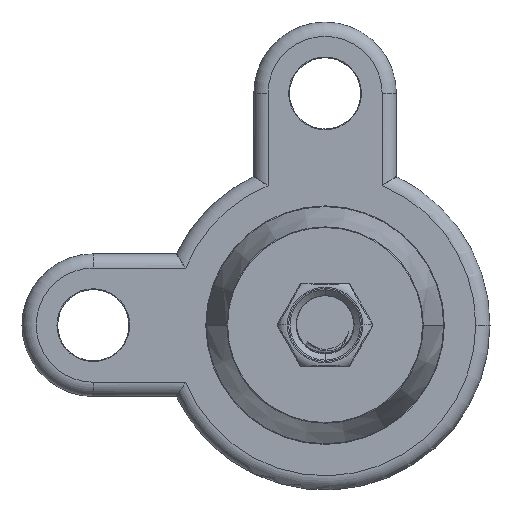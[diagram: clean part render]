
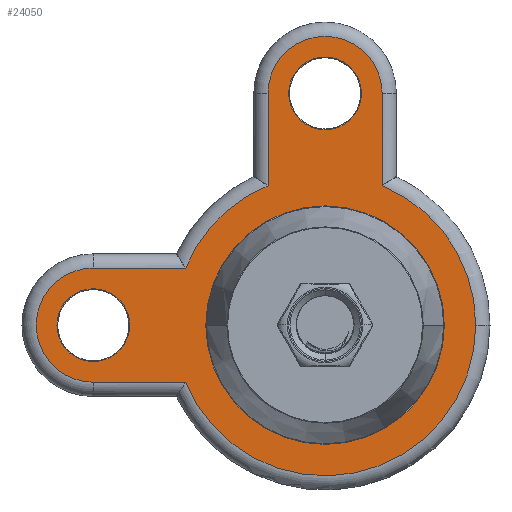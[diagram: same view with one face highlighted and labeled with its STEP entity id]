
A CAD part, top view. The second image highlights one B-rep face of the part: STEP entity #24050.
In plain terms, the highlighted planar face has unit normal (0, 0, 1).
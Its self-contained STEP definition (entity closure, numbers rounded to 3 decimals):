
#2160 = CARTESIAN_POINT ( 'NONE',  ( -75.2, 0., 11. ) ) ;
#8682 = DIRECTION ( 'NONE',  ( 1., 0., 0. ) ) ;
#8683 = DIRECTION ( 'NONE',  ( 0., 0., 1. ) ) ;
#8684 = AXIS2_PLACEMENT_3D ( 'NONE', #8687, #8683, #8682 ) ;
#8687 = CARTESIAN_POINT ( 'NONE',  ( 0., 0., 11. ) ) ;
#8695 = CARTESIAN_POINT ( 'NONE',  ( 42.25, 0., 11. ) ) ;
#8719 = CIRCLE ( 'NONE', #8684, 42.25 ) ;
#9052 = CARTESIAN_POINT ( 'NONE',  ( -10.2, 65., 11. ) ) ;
#9105 = DIRECTION ( 'NONE',  ( 1., 0., 0. ) ) ;
#9106 = DIRECTION ( 'NONE',  ( 0., 0., 1. ) ) ;
#9107 = CARTESIAN_POINT ( 'NONE',  ( 0., 0., 11. ) ) ;
#9145 = CIRCLE ( 'NONE', #9151, 42.25 ) ;
#9146 = DIRECTION ( 'NONE',  ( -1., 0., 0. ) ) ;
#9147 = VECTOR ( 'NONE', #9146, 1000. ) ;
#9148 = CARTESIAN_POINT ( 'NONE',  ( -65., 16., 11. ) ) ;
#9149 = LINE ( 'NONE', #9148, #9147 ) ;
#9150 = CARTESIAN_POINT ( 'NONE',  ( 16., 39.103, 11. ) ) ;
#9151 = AXIS2_PLACEMENT_3D ( 'NONE', #9107, #9106, #9105 ) ;
#9158 = DIRECTION ( 'NONE',  ( 1., 0., 0. ) ) ;
#9159 = DIRECTION ( 'NONE',  ( 0., 0., 1. ) ) ;
#9160 = CARTESIAN_POINT ( 'NONE',  ( -65., 0., 11. ) ) ;
#9162 = DIRECTION ( 'NONE',  ( 1., 0., 0. ) ) ;
#9163 = VECTOR ( 'NONE', #9162, 1000. ) ;
#9164 = AXIS2_PLACEMENT_3D ( 'NONE', #9160, #9159, #9158 ) ;
#9165 = CARTESIAN_POINT ( 'NONE',  ( -41.702, -16., 11. ) ) ;
#9166 = LINE ( 'NONE', #9165, #9163 ) ;
#9170 = DIRECTION ( 'NONE',  ( 1., 0., 0. ) ) ;
#9171 = DIRECTION ( 'NONE',  ( 0., 0., -1. ) ) ;
#9184 = CARTESIAN_POINT ( 'NONE',  ( -33.45, 0., 11. ) ) ;
#9193 = CIRCLE ( 'NONE', #9164, 16. ) ;
#9194 = CARTESIAN_POINT ( 'NONE',  ( -16., 65., 11. ) ) ;
#9197 = CARTESIAN_POINT ( 'NONE',  ( -65., 16., 11. ) ) ;
#9225 = AXIS2_PLACEMENT_3D ( 'NONE', #9234, #9171, #9170 ) ;
#9227 = CIRCLE ( 'NONE', #9225, 33.45 ) ;
#9229 = CARTESIAN_POINT ( 'NONE',  ( -54.8, 0., 11. ) ) ;
#9230 = DIRECTION ( 'NONE',  ( 1., 0., 0. ) ) ;
#9231 = DIRECTION ( 'NONE',  ( 0., 0., -1. ) ) ;
#9234 = CARTESIAN_POINT ( 'NONE',  ( 0., 0., 11. ) ) ;
#9235 = AXIS2_PLACEMENT_3D ( 'NONE', #9243, #9231, #9230 ) ;
#9243 = CARTESIAN_POINT ( 'NONE',  ( 0., 65., 11. ) ) ;
#9246 = CIRCLE ( 'NONE', #9235, 10.2 ) ;
#9250 = CARTESIAN_POINT ( 'NONE',  ( 10.2, 65., 11. ) ) ;
#9374 = DIRECTION ( 'NONE',  ( 1., 0., 0. ) ) ;
#9375 = DIRECTION ( 'NONE',  ( 0., 0., -1. ) ) ;
#9404 = AXIS2_PLACEMENT_3D ( 'NONE', #9458, #9375, #9374 ) ;
#9458 = CARTESIAN_POINT ( 'NONE',  ( -65., 0., 11. ) ) ;
#9465 = CARTESIAN_POINT ( 'NONE',  ( -39.103, -16., 11. ) ) ;
#9488 = CIRCLE ( 'NONE', #9404, 10.2 ) ;
#9508 = CARTESIAN_POINT ( 'NONE',  ( 33.45, 0., 11. ) ) ;
#9632 = CARTESIAN_POINT ( 'NONE',  ( -65., 0., 11. ) ) ;
#9698 = DIRECTION ( 'NONE',  ( 1., 0., 0. ) ) ;
#9699 = DIRECTION ( 'NONE',  ( 0., 0., -1. ) ) ;
#9700 = AXIS2_PLACEMENT_3D ( 'NONE', #9632, #9699, #9698 ) ;
#9703 = CIRCLE ( 'NONE', #9700, 10.2 ) ;
#9786 = CIRCLE ( 'NONE', #9891, 42.25 ) ;
#9787 = DIRECTION ( 'NONE',  ( 0., 1., 0. ) ) ;
#9788 = CARTESIAN_POINT ( 'NONE',  ( 16., 65., 11. ) ) ;
#9790 = LINE ( 'NONE', #9788, #9887 ) ;
#9794 = CARTESIAN_POINT ( 'NONE',  ( -16., 41.702, 11. ) ) ;
#9795 = LINE ( 'NONE', #9794, #9895 ) ;
#9796 = CARTESIAN_POINT ( 'NONE',  ( -65., -16., 11. ) ) ;
#9887 = VECTOR ( 'NONE', #9787, 1000. ) ;
#9888 = DIRECTION ( 'NONE',  ( 1., 0., 0. ) ) ;
#9889 = DIRECTION ( 'NONE',  ( 0., 0., 1. ) ) ;
#9890 = CARTESIAN_POINT ( 'NONE',  ( 0., 0., 11. ) ) ;
#9891 = AXIS2_PLACEMENT_3D ( 'NONE', #9890, #9889, #9888 ) ;
#9894 = DIRECTION ( 'NONE',  ( 0., -1., 0. ) ) ;
#9895 = VECTOR ( 'NONE', #9894, 1000. ) ;
#9897 = CARTESIAN_POINT ( 'NONE',  ( 16., 65., 11. ) ) ;
#10014 = CIRCLE ( 'NONE', #10193, 10.2 ) ;
#10033 = DIRECTION ( 'NONE',  ( 1., 0., 0. ) ) ;
#10034 = DIRECTION ( 'NONE',  ( 0., 0., 1. ) ) ;
#10035 = CARTESIAN_POINT ( 'NONE',  ( 0., 65., 11. ) ) ;
#10036 = AXIS2_PLACEMENT_3D ( 'NONE', #10035, #10034, #10033 ) ;
#10108 = DIRECTION ( 'NONE',  ( 1., 0., 0. ) ) ;
#10109 = DIRECTION ( 'NONE',  ( 0., 0., 1. ) ) ;
#10110 = CARTESIAN_POINT ( 'NONE',  ( 0., 65., 11. ) ) ;
#10111 = AXIS2_PLACEMENT_3D ( 'NONE', #10110, #10109, #10108 ) ;
#10119 = CIRCLE ( 'NONE', #10111, 16. ) ;
#10136 = FACE_BOUND ( 'NONE', #23734, .T. ) ;
#10141 = FACE_OUTER_BOUND ( 'NONE', #24200, .T. ) ;
#10142 = PLANE ( 'NONE',  #10036 ) ;
#10146 = FACE_BOUND ( 'NONE', #23732, .T. ) ;
#10152 = FACE_BOUND ( 'NONE', #23744, .T. ) ;
#10162 = CARTESIAN_POINT ( 'NONE',  ( -39.103, 16., 11. ) ) ;
#10190 = DIRECTION ( 'NONE',  ( 1., 0., 0. ) ) ;
#10191 = DIRECTION ( 'NONE',  ( 0., 0., -1. ) ) ;
#10192 = CARTESIAN_POINT ( 'NONE',  ( 0., 65., 11. ) ) ;
#10193 = AXIS2_PLACEMENT_3D ( 'NONE', #10192, #10191, #10190 ) ;
#10416 = DIRECTION ( 'NONE',  ( 1., 0., 0. ) ) ;
#10435 = DIRECTION ( 'NONE',  ( 0., 0., -1. ) ) ;
#10436 = CARTESIAN_POINT ( 'NONE',  ( 0., 0., 11. ) ) ;
#10438 = CARTESIAN_POINT ( 'NONE',  ( -16., 39.103, 11. ) ) ;
#10440 = AXIS2_PLACEMENT_3D ( 'NONE', #10436, #10435, #10416 ) ;
#10441 = CIRCLE ( 'NONE', #10440, 33.45 ) ;
#23306 = VERTEX_POINT ( 'NONE', #2160 ) ;
#23573 = VERTEX_POINT ( 'NONE', #8695 ) ;
#23575 = EDGE_CURVE ( 'NONE', #23859, #23573, #8719, .T. ) ;
#23611 = VERTEX_POINT ( 'NONE', #9052 ) ;
#23724 = VERTEX_POINT ( 'NONE', #9197 ) ;
#23725 = VERTEX_POINT ( 'NONE', #9194 ) ;
#23726 = ORIENTED_EDGE ( 'NONE', *, *, #23735, .T. ) ;
#23731 = ORIENTED_EDGE ( 'NONE', *, *, #24072, .T. ) ;
#23732 = EDGE_LOOP ( 'NONE', ( #23733, #23746 ) ) ;
#23733 = ORIENTED_EDGE ( 'NONE', *, *, #23839, .T. ) ;
#23734 = EDGE_LOOP ( 'NONE', ( #24199, #24204 ) ) ;
#23735 = EDGE_CURVE ( 'NONE', #23724, #23978, #9193, .T. ) ;
#23736 = ORIENTED_EDGE ( 'NONE', *, *, #23737, .T. ) ;
#23737 = EDGE_CURVE ( 'NONE', #23978, #23859, #9166, .T. ) ;
#23740 = ORIENTED_EDGE ( 'NONE', *, *, #23575, .T. ) ;
#23741 = ORIENTED_EDGE ( 'NONE', *, *, #23985, .T. ) ;
#23744 = EDGE_LOOP ( 'NONE', ( #23731, #23753 ) ) ;
#23745 = VERTEX_POINT ( 'NONE', #9150 ) ;
#23746 = ORIENTED_EDGE ( 'NONE', *, *, #24201, .T. ) ;
#23747 = ORIENTED_EDGE ( 'NONE', *, *, #23752, .T. ) ;
#23748 = EDGE_CURVE ( 'NONE', #24051, #23724, #9149, .T. ) ;
#23750 = ORIENTED_EDGE ( 'NONE', *, *, #23748, .T. ) ;
#23752 = EDGE_CURVE ( 'NONE', #24202, #24051, #9145, .T. ) ;
#23753 = ORIENTED_EDGE ( 'NONE', *, *, #23820, .T. ) ;
#23819 = VERTEX_POINT ( 'NONE', #9250 ) ;
#23820 = EDGE_CURVE ( 'NONE', #23611, #23819, #9246, .T. ) ;
#23829 = VERTEX_POINT ( 'NONE', #9229 ) ;
#23838 = VERTEX_POINT ( 'NONE', #9184 ) ;
#23839 = EDGE_CURVE ( 'NONE', #23840, #23838, #9227, .T. ) ;
#23840 = VERTEX_POINT ( 'NONE', #9508 ) ;
#23853 = EDGE_CURVE ( 'NONE', #23306, #23829, #9488, .T. ) ;
#23859 = VERTEX_POINT ( 'NONE', #9465 ) ;
#23957 = EDGE_CURVE ( 'NONE', #23829, #23306, #9703, .T. ) ;
#23978 = VERTEX_POINT ( 'NONE', #9796 ) ;
#23979 = EDGE_CURVE ( 'NONE', #23725, #24202, #9795, .T. ) ;
#23981 = ORIENTED_EDGE ( 'NONE', *, *, #23979, .T. ) ;
#23982 = VERTEX_POINT ( 'NONE', #9897 ) ;
#23983 = EDGE_CURVE ( 'NONE', #23573, #23745, #9786, .T. ) ;
#23984 = ORIENTED_EDGE ( 'NONE', *, *, #23983, .T. ) ;
#23985 = EDGE_CURVE ( 'NONE', #23745, #23982, #9790, .T. ) ;
#24050 = ADVANCED_FACE ( 'NONE', ( #10152, #10136, #10146, #10141 ), #10142, .T. ) ;
#24051 = VERTEX_POINT ( 'NONE', #10162 ) ;
#24072 = EDGE_CURVE ( 'NONE', #23819, #23611, #10014, .T. ) ;
#24168 = EDGE_CURVE ( 'NONE', #23982, #23725, #10119, .T. ) ;
#24171 = ORIENTED_EDGE ( 'NONE', *, *, #24168, .T. ) ;
#24199 = ORIENTED_EDGE ( 'NONE', *, *, #23957, .T. ) ;
#24200 = EDGE_LOOP ( 'NONE', ( #23747, #23750, #23726, #23736, #23740, #23984, #23741, #24171, #23981 ) ) ;
#24201 = EDGE_CURVE ( 'NONE', #23838, #23840, #10441, .T. ) ;
#24202 = VERTEX_POINT ( 'NONE', #10438 ) ;
#24204 = ORIENTED_EDGE ( 'NONE', *, *, #23853, .T. ) ;
